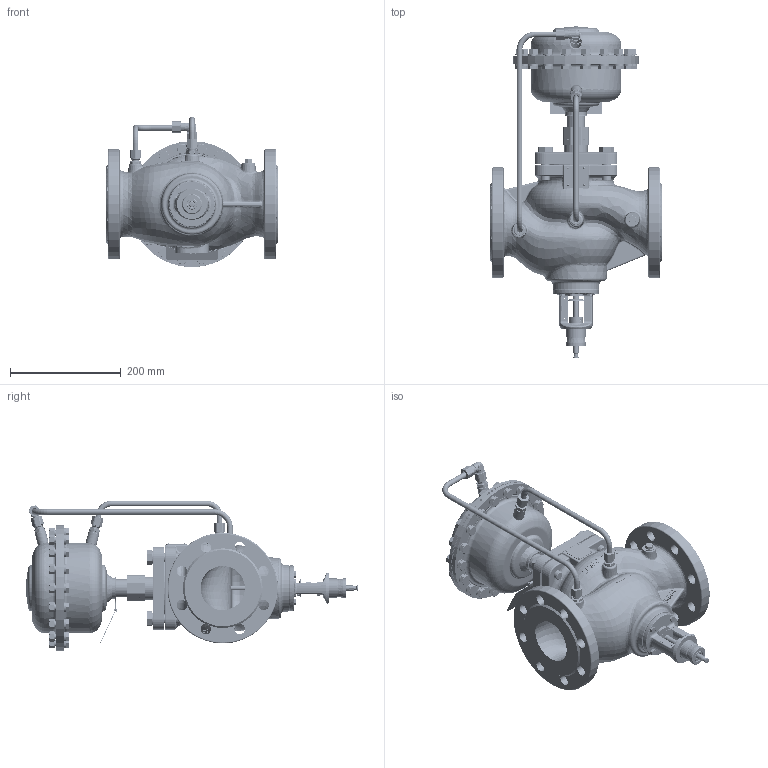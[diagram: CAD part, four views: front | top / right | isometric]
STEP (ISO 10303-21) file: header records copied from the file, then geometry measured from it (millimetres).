
FILE_DESCRIPTION((''),'2;1');
FILE_NAME('003G5530_AFQM2_PN40_DN80_0-2_ASM','2023-05-08T14:43:34',('U384264'),('Danfoss'),'CREO PARAMETRIC BY PTC INC, 2022124','CREO PARAMETRIC BY PTC INC, 2022124','');
FILE_SCHEMA(('CONFIG_CONTROL_DESIGN'));
Products named in the file (48): 88650640_VALVE_B_VFQM_DN80_PN40; 88650850_VALVE_C_VFG_DN80_PN40; 88651330_SPINDLE_CV_DN65-80; 88652280_STUFFING_BOX_DN65_80; 54790650_BUSH_12X14X10; 5184024; 88651200_YOKE_BODY_DN65_100; HEX_SCREW_DIN933_M06X18; 88652260_SETT_SCREW_DN65-100; 88652710_FLOW_SCALE_DN80; 88652800_POINTER_VFQM; 51817881_SCREW_SF_M3X5; 54540510; 188610240; WALTER_CONNECTION; WALTER_PROFILE_RING; WALTER_CONNECTION_NUT; 8863078_ASM; 88653290_VFQM_DN80_PN40_ASM; 88670090_HOUSING160_PN40_MINUS_AF0; 88673400_TUBE_FI38X10X62_MINUS_AF82; 88671680_PRESSURE_CONNECTOR_6MM; WELD_PRESS_CON_6MM; WELD_160_6MM_INST_AF0; WELD_160_6MM_2_INST_AF0; 88671490_COVER160_PN40_MINUS_ASM; 55511011; 88670600_CONNECTING_NUT_G1_1_4; 88670110_HOUS_AFQ_160_PN40_PLUS_AF0; 88671680_PRESSURE_CONNECTOR_6MM_AF0; WELD_PRESS_CON_6MM_AF0; 88672610_COVE_AFQ_160_PN40_PLUS_ASM; 88673710_GASKET_PA_160_PN40; 51018011; 52017500; 51917340; 5454051; 88630620_TUBE_CONN_D1_0_DA_00_ASM; 88673820; 88673810_LABEL_PLATE_PA ...
Assembly tree (135 placements, depth 5):
  003G5530_AFQM2_PN40_DN80_0-2_ASM
    88653290_VFQM_DN80_PN40_ASM
      88650640_VALVE_B_VFQM_DN80_PN40
      88650850_VALVE_C_VFG_DN80_PN40
      88651330_SPINDLE_CV_DN65-80
      88652280_STUFFING_BOX_DN65_80
      54790650_BUSH_12X14X10
      5184024  x4
      88651200_YOKE_BODY_DN65_100
      HEX_SCREW_DIN933_M06X18  x4
      88652260_SETT_SCREW_DN65-100
      88652710_FLOW_SCALE_DN80
      88652800_POINTER_VFQM
      51817881_SCREW_SF_M3X5  x2
      54540510  x3
      188610240
      8863078_ASM  x2
        WALTER_CONNECTION
        WALTER_PROFILE_RING
        WALTER_CONNECTION_NUT
    003G5602_AFQ2_PN40_160CM2_ASM
      88671490_COVER160_PN40_MINUS_ASM
        88670090_HOUSING160_PN40_MINUS_AF0
        88673400_TUBE_FI38X10X62_MINUS_AF82
        88671680_PRESSURE_CONNECTOR_6MM
        WELD_PRESS_CON_6MM
        WELD_160_6MM_INST_AF0
        WELD_160_6MM_2_INST_AF0
      55511011
      88670600_CONNECTING_NUT_G1_1_4
      88672610_COVE_AFQ_160_PN40_PLUS_ASM
        88670110_HOUS_AFQ_160_PN40_PLUS_AF0
        88671680_PRESSURE_CONNECTOR_6MM_AF0
        WELD_PRESS_CON_6MM_AF0
      88673710_GASKET_PA_160_PN40  x2
      51018011  x18
      52017500  x36
      51917340  x18
      5454051  x2
      88630620_TUBE_CONN_D1_0_DA_00_ASM  x2
        8863078_ASM
          WALTER_CONNECTION
          WALTER_PROFILE_RING
          WALTER_CONNECTION_NUT
      88673820
      88673810_LABEL_PLATE_PA
      56722030_ASM
        PRIKLJUCEK_KOLENO
        WALTER_PROFILE_RING
        WALTER_CONNECTION_NUT
    88674500_TUBE_PL_AFQM_DN80-160
    88674510_TUBE_MI_AFQM_DN80-160
    LABEL_PLATE_37X37
    5589607  x4
Bounding box: 310 x 600.3 x 271.9 mm (x, y, z)
Volume: 4949152.5 mm3; surface area: 1146022 mm2
Topology: 134 solids, 134 shells, 6110 faces, 15235 edges, 9552 vertices
Faces by surface type: plane 2584, cylinder 1583, cone 968, bspline 487, torus 327, extrusion 101, sphere 40, revolution 20
Entity records: 170767 total; most frequent: CARTESIAN_POINT 71642, ORIENTED_EDGE 21494, DIRECTION 18693, EDGE_CURVE 10747, VERTEX_POINT 6828, AXIS2_PLACEMENT_3D 6606, VECTOR 5461, LINE 5360
